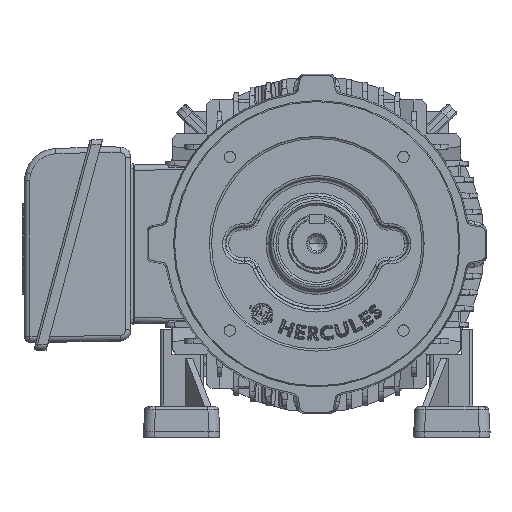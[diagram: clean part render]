
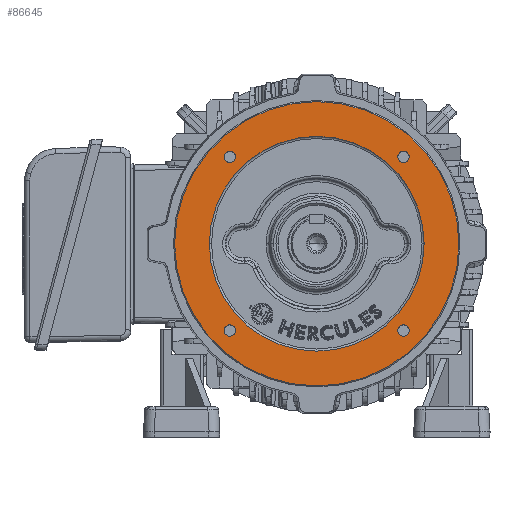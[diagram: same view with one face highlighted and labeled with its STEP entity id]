
A CAD part, top view. The second image highlights one B-rep face of the part: STEP entity #86645.
In plain terms, the highlighted face is planar.
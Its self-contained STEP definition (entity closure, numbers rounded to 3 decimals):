
#939 = CIRCLE ( 'NONE', #78191, 5.358 ) ;
#1567 = DIRECTION ( 'NONE',  ( -1., 0., 0. ) ) ;
#4643 = ORIENTED_EDGE ( 'NONE', *, *, #11252, .F. ) ;
#9624 = CARTESIAN_POINT ( 'NONE',  ( -11., 80.822, 80.822 ) ) ;
#9635 = DIRECTION ( 'NONE',  ( 0., 0., 1. ) ) ;
#9830 = ORIENTED_EDGE ( 'NONE', *, *, #64815, .F. ) ;
#9859 = CARTESIAN_POINT ( 'NONE',  ( -11., 0., 0. ) ) ;
#10399 = EDGE_LOOP ( 'NONE', ( #51786, #28112 ) ) ;
#11252 = EDGE_CURVE ( 'NONE', #36463, #86094, #53421, .T. ) ;
#14165 = DIRECTION ( 'NONE',  ( 0., 0., 1. ) ) ;
#16359 = CARTESIAN_POINT ( 'NONE',  ( -11., -80.822, -75.464 ) ) ;
#17272 = EDGE_CURVE ( 'NONE', #94035, #81778, #124745, .T. ) ;
#18620 = DIRECTION ( 'NONE',  ( 0., 0., 1. ) ) ;
#19956 = DIRECTION ( 'NONE',  ( 0., 0., 1. ) ) ;
#20203 = DIRECTION ( 'NONE',  ( 0., 0., 1. ) ) ;
#20948 = CARTESIAN_POINT ( 'NONE',  ( -11., -80.822, -80.822 ) ) ;
#23249 = CARTESIAN_POINT ( 'NONE',  ( -11., 0., 0. ) ) ;
#24898 = CARTESIAN_POINT ( 'NONE',  ( -11., 0., 0. ) ) ;
#26198 = DIRECTION ( 'NONE',  ( 0., 0., 1. ) ) ;
#28112 = ORIENTED_EDGE ( 'NONE', *, *, #93799, .F. ) ;
#29537 = CARTESIAN_POINT ( 'NONE',  ( -11., -80.822, 86.18 ) ) ;
#30214 = EDGE_LOOP ( 'NONE', ( #4643, #110338 ) ) ;
#30789 = CARTESIAN_POINT ( 'NONE',  ( -11., 80.822, -75.464 ) ) ;
#31313 = CIRCLE ( 'NONE', #33811, 5.358 ) ;
#31464 = CARTESIAN_POINT ( 'NONE',  ( -11., -80.822, 75.464 ) ) ;
#31746 = AXIS2_PLACEMENT_3D ( 'NONE', #90400, #139745, #124976 ) ;
#33296 = AXIS2_PLACEMENT_3D ( 'NONE', #24898, #1567, #81364 ) ;
#33488 = CARTESIAN_POINT ( 'NONE',  ( -11., -80.822, -86.18 ) ) ;
#33811 = AXIS2_PLACEMENT_3D ( 'NONE', #20948, #136722, #9635 ) ;
#34438 = CARTESIAN_POINT ( 'NONE',  ( -11., 133.35, 0. ) ) ;
#35736 = CARTESIAN_POINT ( 'NONE',  ( -11., 80.822, -86.18 ) ) ;
#36463 = VERTEX_POINT ( 'NONE', #16359 ) ;
#38148 = CIRCLE ( 'NONE', #33296, 132.35 ) ;
#39559 = CIRCLE ( 'NONE', #77949, 5.358 ) ;
#39936 = DIRECTION ( 'NONE',  ( 0., 0., 1. ) ) ;
#41918 = VERTEX_POINT ( 'NONE', #29537 ) ;
#42591 = DIRECTION ( 'NONE',  ( -1., 0., 0. ) ) ;
#42595 = EDGE_CURVE ( 'NONE', #113786, #53296, #92519, .T. ) ;
#42791 = FACE_BOUND ( 'NONE', #73509, .T. ) ;
#45015 = FACE_BOUND ( 'NONE', #120302, .T. ) ;
#47429 = AXIS2_PLACEMENT_3D ( 'NONE', #9624, #77383, #20203 ) ;
#47509 = CARTESIAN_POINT ( 'NONE',  ( -11., -80.822, -80.822 ) ) ;
#50267 = EDGE_CURVE ( 'NONE', #65036, #116710, #38148, .T. ) ;
#51786 = ORIENTED_EDGE ( 'NONE', *, *, #85387, .F. ) ;
#52365 = CARTESIAN_POINT ( 'NONE',  ( -11., 80.822, -80.822 ) ) ;
#52754 = AXIS2_PLACEMENT_3D ( 'NONE', #9859, #104616, #136946 ) ;
#53296 = VERTEX_POINT ( 'NONE', #30789 ) ;
#53421 = CIRCLE ( 'NONE', #137402, 5.358 ) ;
#59087 = ORIENTED_EDGE ( 'NONE', *, *, #86055, .F. ) ;
#60355 = VERTEX_POINT ( 'NONE', #31464 ) ;
#61887 = AXIS2_PLACEMENT_3D ( 'NONE', #23249, #102978, #14165 ) ;
#64745 = CIRCLE ( 'NONE', #127193, 5.358 ) ;
#64815 = EDGE_CURVE ( 'NONE', #81778, #94035, #77371, .T. ) ;
#65036 = VERTEX_POINT ( 'NONE', #132593 ) ;
#65188 = ORIENTED_EDGE ( 'NONE', *, *, #17272, .F. ) ;
#65846 = EDGE_CURVE ( 'NONE', #72237, #91430, #144846, .T. ) ;
#67536 = FACE_BOUND ( 'NONE', #10399, .T. ) ;
#69184 = DIRECTION ( 'NONE',  ( -1., 0., 0. ) ) ;
#72237 = VERTEX_POINT ( 'NONE', #103410 ) ;
#73509 = EDGE_LOOP ( 'NONE', ( #9830, #65188 ) ) ;
#77371 = CIRCLE ( 'NONE', #31746, 100. ) ;
#77383 = DIRECTION ( 'NONE',  ( -1., 0., 0. ) ) ;
#77687 = AXIS2_PLACEMENT_3D ( 'NONE', #100664, #146478, #138714 ) ;
#77949 = AXIS2_PLACEMENT_3D ( 'NONE', #52365, #42591, #19956 ) ;
#78191 = AXIS2_PLACEMENT_3D ( 'NONE', #114265, #69184, #80481 ) ;
#78489 = EDGE_CURVE ( 'NONE', #86094, #36463, #31313, .T. ) ;
#79605 = CARTESIAN_POINT ( 'NONE',  ( -11., 0., -132.35 ) ) ;
#80481 = DIRECTION ( 'NONE',  ( 0., 0., 1. ) ) ;
#81364 = DIRECTION ( 'NONE',  ( 0., 0., 1. ) ) ;
#81778 = VERTEX_POINT ( 'NONE', #84969 ) ;
#84969 = CARTESIAN_POINT ( 'NONE',  ( -11., 0., -100. ) ) ;
#85387 = EDGE_CURVE ( 'NONE', #41918, #60355, #939, .T. ) ;
#86055 = EDGE_CURVE ( 'NONE', #53296, #113786, #39559, .T. ) ;
#86094 = VERTEX_POINT ( 'NONE', #33488 ) ;
#86645 = ADVANCED_FACE ( 'NONE', ( #112620, #45015, #145718, #67536, #100641, #42791 ), #125395, .T. ) ;
#88608 = DIRECTION ( 'NONE',  ( 0., 0., 1. ) ) ;
#89261 = ORIENTED_EDGE ( 'NONE', *, *, #105879, .T. ) ;
#89340 = DIRECTION ( 'NONE',  ( -1., 0., 0. ) ) ;
#90400 = CARTESIAN_POINT ( 'NONE',  ( -11., 0., 0. ) ) ;
#91430 = VERTEX_POINT ( 'NONE', #144488 ) ;
#92519 = CIRCLE ( 'NONE', #114191, 5.358 ) ;
#93343 = DIRECTION ( 'NONE',  ( -1., 0., 0. ) ) ;
#93799 = EDGE_CURVE ( 'NONE', #60355, #41918, #64745, .T. ) ;
#94035 = VERTEX_POINT ( 'NONE', #117014 ) ;
#95101 = EDGE_LOOP ( 'NONE', ( #142471, #126648 ) ) ;
#99636 = AXIS2_PLACEMENT_3D ( 'NONE', #34438, #89340, #88608 ) ;
#100641 = FACE_BOUND ( 'NONE', #30214, .T. ) ;
#100664 = CARTESIAN_POINT ( 'NONE',  ( -11., 80.822, 80.822 ) ) ;
#102978 = DIRECTION ( 'NONE',  ( -1., 0., 0. ) ) ;
#103410 = CARTESIAN_POINT ( 'NONE',  ( -11., 80.822, 86.18 ) ) ;
#104616 = DIRECTION ( 'NONE',  ( -1., 0., 0. ) ) ;
#105016 = CIRCLE ( 'NONE', #47429, 5.358 ) ;
#105879 = EDGE_CURVE ( 'NONE', #116710, #65036, #129024, .T. ) ;
#108121 = EDGE_LOOP ( 'NONE', ( #89261, #143147 ) ) ;
#108885 = DIRECTION ( 'NONE',  ( -1., 0., 0. ) ) ;
#109625 = CARTESIAN_POINT ( 'NONE',  ( -11., 80.822, -80.822 ) ) ;
#110338 = ORIENTED_EDGE ( 'NONE', *, *, #78489, .F. ) ;
#112620 = FACE_OUTER_BOUND ( 'NONE', #108121, .T. ) ;
#113786 = VERTEX_POINT ( 'NONE', #35736 ) ;
#114191 = AXIS2_PLACEMENT_3D ( 'NONE', #109625, #134400, #18620 ) ;
#114265 = CARTESIAN_POINT ( 'NONE',  ( -11., -80.822, 80.822 ) ) ;
#116710 = VERTEX_POINT ( 'NONE', #79605 ) ;
#117014 = CARTESIAN_POINT ( 'NONE',  ( -11., 0., 100. ) ) ;
#120302 = EDGE_LOOP ( 'NONE', ( #59087, #146339 ) ) ;
#124745 = CIRCLE ( 'NONE', #52754, 100. ) ;
#124976 = DIRECTION ( 'NONE',  ( 0., 0., 1. ) ) ;
#125395 = PLANE ( 'NONE',  #99636 ) ;
#126648 = ORIENTED_EDGE ( 'NONE', *, *, #141205, .F. ) ;
#127193 = AXIS2_PLACEMENT_3D ( 'NONE', #129203, #108885, #26198 ) ;
#129024 = CIRCLE ( 'NONE', #61887, 132.35 ) ;
#129203 = CARTESIAN_POINT ( 'NONE',  ( -11., -80.822, 80.822 ) ) ;
#132593 = CARTESIAN_POINT ( 'NONE',  ( -11., 0., 132.35 ) ) ;
#134400 = DIRECTION ( 'NONE',  ( -1., 0., 0. ) ) ;
#136722 = DIRECTION ( 'NONE',  ( -1., 0., 0. ) ) ;
#136946 = DIRECTION ( 'NONE',  ( 0., 0., 1. ) ) ;
#137402 = AXIS2_PLACEMENT_3D ( 'NONE', #47509, #93343, #39936 ) ;
#138714 = DIRECTION ( 'NONE',  ( 0., 0., 1. ) ) ;
#139745 = DIRECTION ( 'NONE',  ( -1., 0., 0. ) ) ;
#141205 = EDGE_CURVE ( 'NONE', #91430, #72237, #105016, .T. ) ;
#142471 = ORIENTED_EDGE ( 'NONE', *, *, #65846, .F. ) ;
#143147 = ORIENTED_EDGE ( 'NONE', *, *, #50267, .T. ) ;
#144488 = CARTESIAN_POINT ( 'NONE',  ( -11., 80.822, 75.464 ) ) ;
#144846 = CIRCLE ( 'NONE', #77687, 5.358 ) ;
#145718 = FACE_BOUND ( 'NONE', #95101, .T. ) ;
#146339 = ORIENTED_EDGE ( 'NONE', *, *, #42595, .F. ) ;
#146478 = DIRECTION ( 'NONE',  ( -1., 0., 0. ) ) ;
